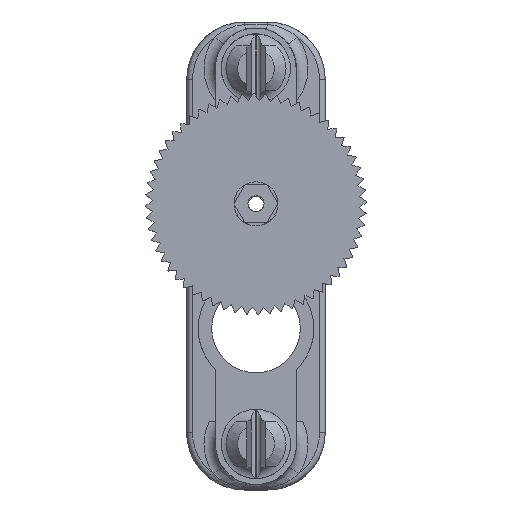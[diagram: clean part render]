
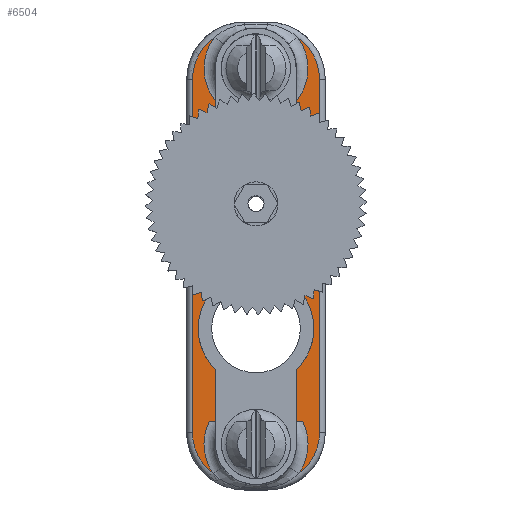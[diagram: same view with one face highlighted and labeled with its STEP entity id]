
A CAD part, top view. The second image highlights one B-rep face of the part: STEP entity #6504.
In plain terms, the highlighted planar face has unit normal (0, 0, 1).
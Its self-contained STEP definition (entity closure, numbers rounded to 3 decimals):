
#82=FACE_BOUND('',#2006,.T.);
#83=FACE_BOUND('',#2007,.T.);
#105=PLANE('',#6930);
#317=LINE('',#9640,#916);
#318=LINE('',#9644,#917);
#319=LINE('',#9650,#918);
#320=LINE('',#9656,#919);
#321=LINE('',#9664,#920);
#322=LINE('',#9670,#921);
#916=VECTOR('',#7639,10.);
#917=VECTOR('',#7642,10.);
#918=VECTOR('',#7647,10.);
#919=VECTOR('',#7652,10.);
#920=VECTOR('',#7659,10.);
#921=VECTOR('',#7664,10.);
#1630=FACE_OUTER_BOUND('',#2005,.T.);
#2005=EDGE_LOOP('',(#4463,#4464,#4465,#4466,#4467,#4468,#4469,#4470,#4471,
#4472,#4473,#4474,#4475,#4476,#4477,#4478,#4479,#4480));
#2006=EDGE_LOOP('',(#4481));
#2007=EDGE_LOOP('',(#4482));
#2476=CIRCLE('',#6923,4.9);
#2482=CIRCLE('',#6931,3.);
#2483=CIRCLE('',#6932,3.1);
#2484=CIRCLE('',#6933,0.5);
#2485=CIRCLE('',#6934,4.5);
#2486=CIRCLE('',#6935,4.5);
#2487=CIRCLE('',#6936,4.5);
#2488=CIRCLE('',#6937,4.5);
#2489=CIRCLE('',#6938,4.5);
#2490=CIRCLE('',#6939,4.5);
#2491=CIRCLE('',#6940,4.5);
#2492=CIRCLE('',#6941,0.5);
#2493=CIRCLE('',#6942,3.1);
#2494=CIRCLE('',#6943,4.05);
#2791=VERTEX_POINT('',#9614);
#2797=VERTEX_POINT('',#9638);
#2798=VERTEX_POINT('',#9639);
#2799=VERTEX_POINT('',#9641);
#2800=VERTEX_POINT('',#9643);
#2801=VERTEX_POINT('',#9645);
#2802=VERTEX_POINT('',#9647);
#2803=VERTEX_POINT('',#9649);
#2804=VERTEX_POINT('',#9651);
#2805=VERTEX_POINT('',#9653);
#2806=VERTEX_POINT('',#9655);
#2807=VERTEX_POINT('',#9657);
#2808=VERTEX_POINT('',#9659);
#2809=VERTEX_POINT('',#9661);
#2810=VERTEX_POINT('',#9663);
#2811=VERTEX_POINT('',#9665);
#2812=VERTEX_POINT('',#9667);
#2813=VERTEX_POINT('',#9669);
#2814=VERTEX_POINT('',#9671);
#2815=VERTEX_POINT('',#9674);
#3441=EDGE_CURVE('',#2791,#2791,#2476,.T.);
#3449=EDGE_CURVE('',#2797,#2798,#317,.T.);
#3450=EDGE_CURVE('',#2797,#2799,#2482,.T.);
#3451=EDGE_CURVE('',#2800,#2799,#318,.T.);
#3452=EDGE_CURVE('',#2801,#2800,#2483,.T.);
#3453=EDGE_CURVE('',#2802,#2801,#2484,.F.);
#3454=EDGE_CURVE('',#2802,#2803,#319,.T.);
#3455=EDGE_CURVE('',#2804,#2803,#2485,.T.);
#3456=EDGE_CURVE('',#2805,#2804,#2486,.T.);
#3457=EDGE_CURVE('',#2806,#2805,#320,.T.);
#3458=EDGE_CURVE('',#2807,#2806,#2487,.T.);
#3459=EDGE_CURVE('',#2808,#2807,#2488,.T.);
#3460=EDGE_CURVE('',#2809,#2808,#2489,.T.);
#3461=EDGE_CURVE('',#2810,#2809,#321,.T.);
#3462=EDGE_CURVE('',#2811,#2810,#2490,.T.);
#3463=EDGE_CURVE('',#2812,#2811,#2491,.T.);
#3464=EDGE_CURVE('',#2812,#2813,#322,.T.);
#3465=EDGE_CURVE('',#2813,#2814,#2492,.T.);
#3466=EDGE_CURVE('',#2814,#2798,#2493,.T.);
#3467=EDGE_CURVE('',#2815,#2815,#2494,.T.);
#4463=ORIENTED_EDGE('',*,*,#3449,.F.);
#4464=ORIENTED_EDGE('',*,*,#3450,.T.);
#4465=ORIENTED_EDGE('',*,*,#3451,.F.);
#4466=ORIENTED_EDGE('',*,*,#3452,.F.);
#4467=ORIENTED_EDGE('',*,*,#3453,.F.);
#4468=ORIENTED_EDGE('',*,*,#3454,.T.);
#4469=ORIENTED_EDGE('',*,*,#3455,.F.);
#4470=ORIENTED_EDGE('',*,*,#3456,.F.);
#4471=ORIENTED_EDGE('',*,*,#3457,.F.);
#4472=ORIENTED_EDGE('',*,*,#3458,.F.);
#4473=ORIENTED_EDGE('',*,*,#3459,.F.);
#4474=ORIENTED_EDGE('',*,*,#3460,.F.);
#4475=ORIENTED_EDGE('',*,*,#3461,.F.);
#4476=ORIENTED_EDGE('',*,*,#3462,.F.);
#4477=ORIENTED_EDGE('',*,*,#3463,.F.);
#4478=ORIENTED_EDGE('',*,*,#3464,.T.);
#4479=ORIENTED_EDGE('',*,*,#3465,.T.);
#4480=ORIENTED_EDGE('',*,*,#3466,.T.);
#4481=ORIENTED_EDGE('',*,*,#3467,.F.);
#4482=ORIENTED_EDGE('',*,*,#3441,.F.);
#6504=ADVANCED_FACE('',(#1630,#82,#83),#105,.T.);
#6923=AXIS2_PLACEMENT_3D('',#9615,#7622,#7623);
#6930=AXIS2_PLACEMENT_3D('',#9637,#7637,#7638);
#6931=AXIS2_PLACEMENT_3D('',#9642,#7640,#7641);
#6932=AXIS2_PLACEMENT_3D('',#9646,#7643,#7644);
#6933=AXIS2_PLACEMENT_3D('',#9648,#7645,#7646);
#6934=AXIS2_PLACEMENT_3D('',#9652,#7648,#7649);
#6935=AXIS2_PLACEMENT_3D('',#9654,#7650,#7651);
#6936=AXIS2_PLACEMENT_3D('',#9658,#7653,#7654);
#6937=AXIS2_PLACEMENT_3D('',#9660,#7655,#7656);
#6938=AXIS2_PLACEMENT_3D('',#9662,#7657,#7658);
#6939=AXIS2_PLACEMENT_3D('',#9666,#7660,#7661);
#6940=AXIS2_PLACEMENT_3D('',#9668,#7662,#7663);
#6941=AXIS2_PLACEMENT_3D('',#9672,#7665,#7666);
#6942=AXIS2_PLACEMENT_3D('',#9673,#7667,#7668);
#6943=AXIS2_PLACEMENT_3D('',#9675,#7669,#7670);
#7622=DIRECTION('center_axis',(0.,0.,1.));
#7623=DIRECTION('ref_axis',(1.,0.,0.));
#7637=DIRECTION('center_axis',(0.,0.,1.));
#7638=DIRECTION('ref_axis',(1.,0.,0.));
#7639=DIRECTION('',(0.,1.,0.));
#7640=DIRECTION('center_axis',(0.,0.,1.));
#7641=DIRECTION('ref_axis',(1.,0.,0.));
#7642=DIRECTION('',(0.,-1.,0.));
#7643=DIRECTION('center_axis',(0.,0.,1.));
#7644=DIRECTION('ref_axis',(-1.,0.,0.));
#7645=DIRECTION('center_axis',(0.,0.,-1.));
#7646=DIRECTION('ref_axis',(-0.845,0.535,0.));
#7647=DIRECTION('',(1.,0.,0.));
#7648=DIRECTION('center_axis',(0.,0.,1.));
#7649=DIRECTION('ref_axis',(0.919,-0.394,0.));
#7650=DIRECTION('center_axis',(0.,0.,-1.));
#7651=DIRECTION('ref_axis',(0.707,-0.707,0.));
#7652=DIRECTION('',(0.,-1.,0.));
#7653=DIRECTION('center_axis',(0.,0.,-1.));
#7654=DIRECTION('ref_axis',(0.707,0.707,0.));
#7655=DIRECTION('center_axis',(0.,0.,1.));
#7656=DIRECTION('ref_axis',(1.,0.,0.));
#7657=DIRECTION('center_axis',(0.,0.,-1.));
#7658=DIRECTION('ref_axis',(-0.707,0.707,0.));
#7659=DIRECTION('',(0.,1.,0.));
#7660=DIRECTION('center_axis',(0.,0.,-1.));
#7661=DIRECTION('ref_axis',(-0.707,-0.707,0.));
#7662=DIRECTION('center_axis',(0.,0.,1.));
#7663=DIRECTION('ref_axis',(-0.919,-0.394,0.));
#7664=DIRECTION('',(1.,0.,0.));
#7665=DIRECTION('center_axis',(0.,0.,-1.));
#7666=DIRECTION('ref_axis',(0.845,0.535,0.));
#7667=DIRECTION('center_axis',(0.,0.,-1.));
#7668=DIRECTION('ref_axis',(-1.,0.,0.));
#7669=DIRECTION('center_axis',(0.,0.,1.));
#7670=DIRECTION('ref_axis',(1.,0.,0.));
#9614=CARTESIAN_POINT('',(4.9,-5.1,0.));
#9615=CARTESIAN_POINT('Origin',(0.,-5.1,0.));
#9637=CARTESIAN_POINT('Origin',(0.,1.286,0.));
#9638=CARTESIAN_POINT('',(-0.026,-18.,0.));
#9639=CARTESIAN_POINT('',(-0.026,-11.9,0.));
#9640=CARTESIAN_POINT('',(-0.026,-3.271,0.));
#9641=CARTESIAN_POINT('',(0.026,-18.,0.));
#9642=CARTESIAN_POINT('Origin',(0.,-15.,0.));
#9643=CARTESIAN_POINT('',(0.026,-11.9,0.));
#9644=CARTESIAN_POINT('',(0.026,-2.3,0.));
#9645=CARTESIAN_POINT('',(2.668,-13.422,0.));
#9646=CARTESIAN_POINT('Origin',(0.,-15.,0.));
#9647=CARTESIAN_POINT('',(3.162,-13.,0.));
#9648=CARTESIAN_POINT('Origin',(3.162,-13.5,0.));
#9649=CARTESIAN_POINT('',(4.031,-13.,0.));
#9650=CARTESIAN_POINT('',(-3.5,-13.,0.));
#9651=CARTESIAN_POINT('',(3.702,-17.558,0.));
#9652=CARTESIAN_POINT('Origin',(0.,-15.,0.));
#9653=CARTESIAN_POINT('',(5.5,-13.96,0.));
#9654=CARTESIAN_POINT('Origin',(1.,-13.96,0.));
#9655=CARTESIAN_POINT('',(5.5,16.532,0.));
#9656=CARTESIAN_POINT('',(5.5,8.909,0.));
#9657=CARTESIAN_POINT('',(3.592,20.211,0.));
#9658=CARTESIAN_POINT('Origin',(1.,16.532,0.));
#9659=CARTESIAN_POINT('',(-3.592,20.211,0.));
#9660=CARTESIAN_POINT('Origin',(0.,17.5,0.));
#9661=CARTESIAN_POINT('',(-5.5,16.532,0.));
#9662=CARTESIAN_POINT('Origin',(-1.,16.532,0.));
#9663=CARTESIAN_POINT('',(-5.5,-13.96,0.));
#9664=CARTESIAN_POINT('',(-5.5,-6.337,0.));
#9665=CARTESIAN_POINT('',(-3.702,-17.558,0.));
#9666=CARTESIAN_POINT('Origin',(-1.,-13.96,0.));
#9667=CARTESIAN_POINT('',(-4.031,-13.,0.));
#9668=CARTESIAN_POINT('Origin',(0.,-15.,0.));
#9669=CARTESIAN_POINT('',(-3.162,-13.,0.));
#9670=CARTESIAN_POINT('',(-3.5,-13.,0.));
#9671=CARTESIAN_POINT('',(-2.668,-13.422,0.));
#9672=CARTESIAN_POINT('Origin',(-3.162,-13.5,0.));
#9673=CARTESIAN_POINT('Origin',(0.,-15.,0.));
#9674=CARTESIAN_POINT('',(4.05,5.75,0.));
#9675=CARTESIAN_POINT('Origin',(0.,5.75,0.));
